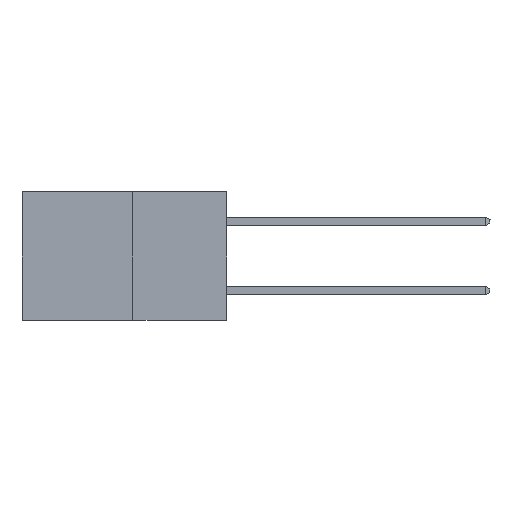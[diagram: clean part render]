
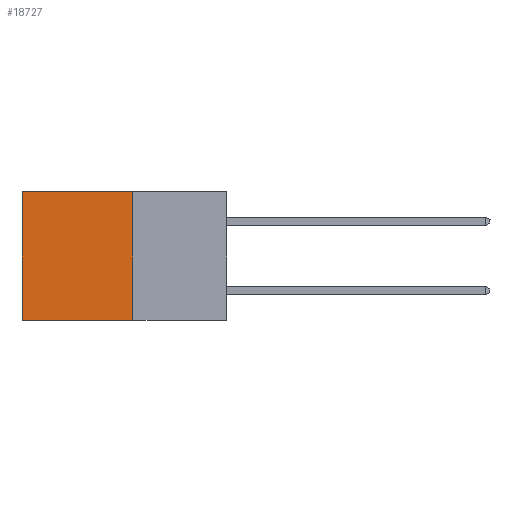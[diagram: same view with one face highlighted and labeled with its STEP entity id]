
A CAD part, left-side view. The second image highlights one B-rep face of the part: STEP entity #18727.
In plain terms, the highlighted planar face has unit normal (-1, 0, 0).
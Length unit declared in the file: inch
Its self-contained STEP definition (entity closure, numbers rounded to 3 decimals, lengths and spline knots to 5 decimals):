
#539 = DIRECTION ( 'NONE',  ( 1., 0., 0. ) ) ;
#1961 = DIRECTION ( 'NONE',  ( 0., 0., -1. ) ) ;
#2715 = LINE ( 'NONE', #14170, #26841 ) ;
#3496 = DIRECTION ( 'NONE',  ( 0., 1., 0. ) ) ;
#3636 = CARTESIAN_POINT ( 'NONE',  ( 0.277, 0.59, -0.37 ) ) ;
#4390 = VERTEX_POINT ( 'NONE', #5447 ) ;
#5447 = CARTESIAN_POINT ( 'NONE',  ( 0.277, 0.27, -0.37 ) ) ;
#6909 = EDGE_CURVE ( 'NONE', #4390, #13224, #11030, .T. ) ;
#8895 = CARTESIAN_POINT ( 'NONE',  ( 0.277, 0.27, -0.37 ) ) ;
#9308 = ORIENTED_EDGE ( 'NONE', *, *, #6909, .F. ) ;
#9585 = AXIS2_PLACEMENT_3D ( 'NONE', #19148, #539, #16835 ) ;
#11030 = LINE ( 'NONE', #26783, #28212 ) ;
#12416 = ORIENTED_EDGE ( 'NONE', *, *, #22925, .F. ) ;
#12938 = EDGE_CURVE ( 'NONE', #23317, #13224, #2715, .T. ) ;
#13224 = VERTEX_POINT ( 'NONE', #3636 ) ;
#14130 = VECTOR ( 'NONE', #14383, 39.37008 ) ;
#14170 = CARTESIAN_POINT ( 'NONE',  ( 0.277, 0.59, -0.37 ) ) ;
#14383 = DIRECTION ( 'NONE',  ( 0., 1., 0. ) ) ;
#15651 = ORIENTED_EDGE ( 'NONE', *, *, #19791, .T. ) ;
#16550 = DIRECTION ( 'NONE',  ( 0., 0., -1. ) ) ;
#16835 = DIRECTION ( 'NONE',  ( 0., 0., -1. ) ) ;
#17232 = CARTESIAN_POINT ( 'NONE',  ( 0.277, 0.59, 0. ) ) ;
#18727 = ADVANCED_FACE ( 'NONE', ( #25614 ), #28497, .F. ) ;
#19148 = CARTESIAN_POINT ( 'NONE',  ( 0.277, 0.27, -0.37 ) ) ;
#19791 = EDGE_CURVE ( 'NONE', #29768, #23317, #20436, .T. ) ;
#20436 = LINE ( 'NONE', #26125, #14130 ) ;
#22094 = EDGE_LOOP ( 'NONE', ( #24175, #9308, #12416, #15651 ) ) ;
#22262 = VECTOR ( 'NONE', #1961, 39.37008 ) ;
#22925 = EDGE_CURVE ( 'NONE', #29768, #4390, #29152, .T. ) ;
#23317 = VERTEX_POINT ( 'NONE', #17232 ) ;
#24175 = ORIENTED_EDGE ( 'NONE', *, *, #12938, .T. ) ;
#25468 = CARTESIAN_POINT ( 'NONE',  ( 0.277, 0.27, 0. ) ) ;
#25614 = FACE_OUTER_BOUND ( 'NONE', #22094, .T. ) ;
#26125 = CARTESIAN_POINT ( 'NONE',  ( 0.277, 0.27, 0. ) ) ;
#26783 = CARTESIAN_POINT ( 'NONE',  ( 0.277, 0.27, -0.37 ) ) ;
#26841 = VECTOR ( 'NONE', #16550, 39.37008 ) ;
#28212 = VECTOR ( 'NONE', #3496, 39.37008 ) ;
#28497 = PLANE ( 'NONE',  #9585 ) ;
#29152 = LINE ( 'NONE', #8895, #22262 ) ;
#29768 = VERTEX_POINT ( 'NONE', #25468 ) ;
